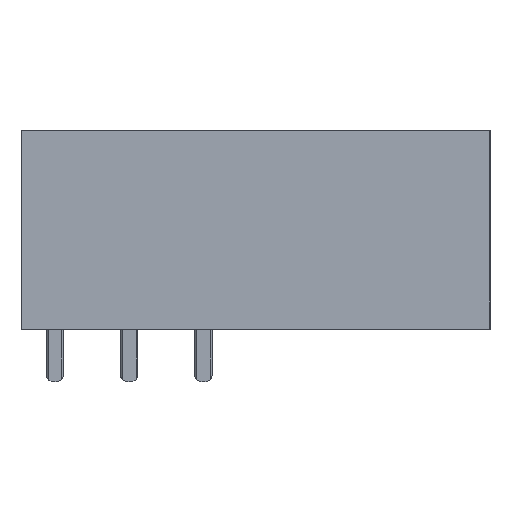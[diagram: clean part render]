
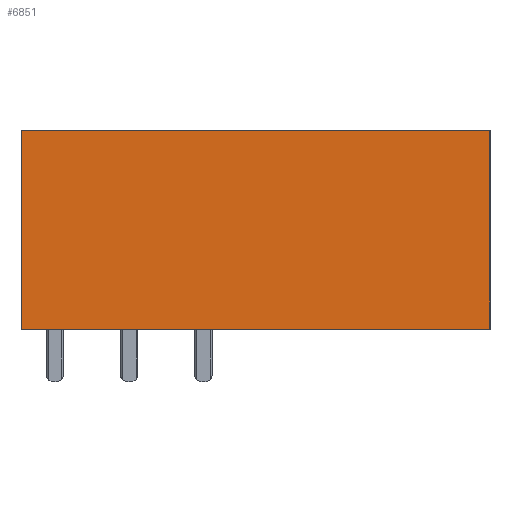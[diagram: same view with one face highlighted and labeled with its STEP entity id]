
A CAD part, left-side view. The second image highlights one B-rep face of the part: STEP entity #6851.
In plain terms, the highlighted planar face has unit normal (-1, 0, 0).
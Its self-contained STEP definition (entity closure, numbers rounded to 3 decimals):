
#6843=AXIS2_PLACEMENT_3D('Plane Axis2P3D',#6840,#6841,#6842) ;
#872=CARTESIAN_POINT('Vertex',(0.,0.,17.2)) ;
#875=CARTESIAN_POINT('Line Origine',(0.,0.,10.4)) ;
#879=CARTESIAN_POINT('Vertex',(0.,0.,3.6)) ;
#3422=CARTESIAN_POINT('Vertex',(0.,32.,3.6)) ;
#3425=CARTESIAN_POINT('Line Origine',(0.,32.,10.4)) ;
#3429=CARTESIAN_POINT('Vertex',(0.,32.,17.2)) ;
#4920=CARTESIAN_POINT('Line Origine',(0.,16.,3.6)) ;
#6586=CARTESIAN_POINT('Line Origine',(0.,16.,17.2)) ;
#6840=CARTESIAN_POINT('Axis2P3D Location',(0.,0.,0.)) ;
#876=DIRECTION('Vector Direction',(0.,0.,-1.)) ;
#3426=DIRECTION('Vector Direction',(0.,0.,1.)) ;
#4921=DIRECTION('Vector Direction',(0.,1.,0.)) ;
#6587=DIRECTION('Vector Direction',(0.,-1.,0.)) ;
#6841=DIRECTION('Axis2P3D Direction',(-1.,0.,0.)) ;
#6842=DIRECTION('Axis2P3D XDirection',(0.,0.,1.)) ;
#877=VECTOR('Line Direction',#876,1.) ;
#3427=VECTOR('Line Direction',#3426,1.) ;
#4922=VECTOR('Line Direction',#4921,1.) ;
#6588=VECTOR('Line Direction',#6587,1.) ;
#6846=ORIENTED_EDGE('',*,*,#881,.T.) ;
#6847=ORIENTED_EDGE('',*,*,#6590,.T.) ;
#6848=ORIENTED_EDGE('',*,*,#3431,.T.) ;
#6849=ORIENTED_EDGE('',*,*,#4924,.T.) ;
#6851=ADVANCED_FACE('Housing',(#6850),#6844,.T.) ;
#881=EDGE_CURVE('',#880,#873,#878,.F.) ;
#3431=EDGE_CURVE('',#3430,#3423,#3428,.F.) ;
#4924=EDGE_CURVE('',#3423,#880,#4923,.F.) ;
#6590=EDGE_CURVE('',#873,#3430,#6589,.F.) ;
#6845=EDGE_LOOP('',(#6846,#6847,#6848,#6849)) ;
#6850=FACE_OUTER_BOUND('',#6845,.T.) ;
#878=LINE('Line',#875,#877) ;
#3428=LINE('Line',#3425,#3427) ;
#4923=LINE('Line',#4920,#4922) ;
#6589=LINE('Line',#6586,#6588) ;
#6844=PLANE('',#6843) ;
#873=VERTEX_POINT('',#872) ;
#880=VERTEX_POINT('',#879) ;
#3423=VERTEX_POINT('',#3422) ;
#3430=VERTEX_POINT('',#3429) ;
